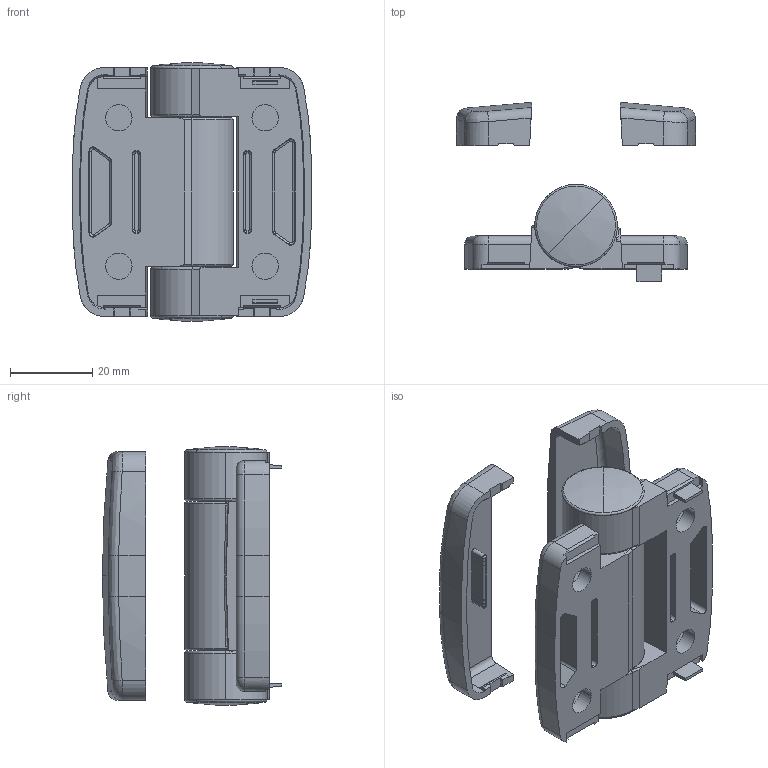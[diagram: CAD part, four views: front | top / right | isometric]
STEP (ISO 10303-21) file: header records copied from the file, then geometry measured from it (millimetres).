
FILE_DESCRIPTION (( 'STEP AP214' ), '1' );
FILE_NAME ('095s3030a00.STEP', '2014-08-13T14:11:51', ( '' ), ( '' ), 'SwSTEP 2.0', 'SolidWorks 2014', '' );
FILE_SCHEMA (( 'AUTOMOTIVE_DESIGN' ));
Length unit declared in the file: millimetre
Products named in the file (5): 095s-01k_095 s 01.k; 095sa30_095 sa 30; 095s30a00i_095 s 30 a00 i; 095s30a00a_095 s 30 a06 a u_TAB; 095s3030a00
Assembly tree (6 placements, depth 2):
  095s3030a00
    095s30a00a_095 s 30 a06 a u_TAB
    095s30a00i_095 s 30 a00 i
    095sa30_095 sa 30  x2
    095s-01k_095 s 01.k  x2
Bounding box: 58 x 43.44 x 62.83 mm (x, y, z)
Volume: 31065 mm3; surface area: 25998.4 mm2
Topology: 6 solids, 6 shells, 570 faces, 1426 edges, 876 vertices
Faces by surface type: plane 217, cylinder 182, torus 104, cone 32, bspline 23, sphere 12
Entity records: 14264 total; most frequent: CARTESIAN_POINT 3164, DIRECTION 2379, ORIENTED_EDGE 2256, EDGE_CURVE 1128, AXIS2_PLACEMENT_3D 888, VERTEX_POINT 697, LINE 603, VECTOR 603
